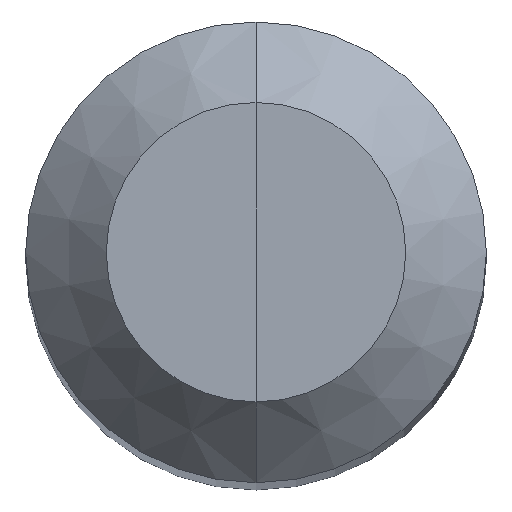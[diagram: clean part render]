
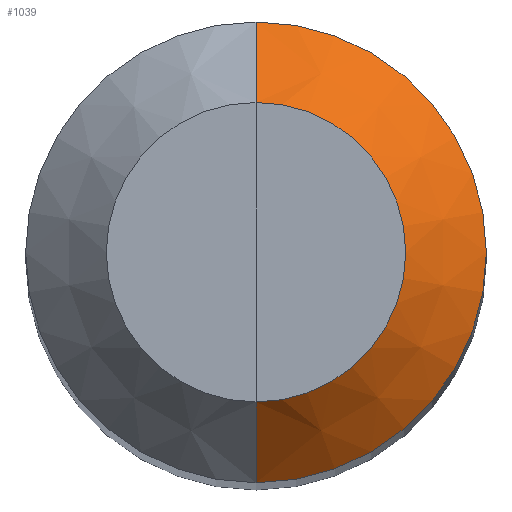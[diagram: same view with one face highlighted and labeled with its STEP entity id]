
A CAD part, top view. The second image highlights one B-rep face of the part: STEP entity #1039.
In plain terms, the highlighted conical face has half-angle 45 degrees and reference radius 2 mm.
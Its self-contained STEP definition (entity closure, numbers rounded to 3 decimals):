
#925 = CYLINDRICAL_SURFACE('',#926,2.);
#926 = AXIS2_PLACEMENT_3D('',#927,#928,#929);
#927 = CARTESIAN_POINT('',(0.,0.,-36.947));
#928 = DIRECTION('',(0.,0.,1.));
#929 = DIRECTION('',(0.,-1.,0.));
#963 = VERTEX_POINT('',#964);
#964 = CARTESIAN_POINT('',(0.,2.,-0.7));
#990 = EDGE_CURVE('',#991,#963,#993,.T.);
#991 = VERTEX_POINT('',#992);
#992 = CARTESIAN_POINT('',(0.,-2.,-0.7));
#993 = SURFACE_CURVE('',#994,(#999,#1006),.PCURVE_S1.);
#994 = CIRCLE('',#995,2.);
#995 = AXIS2_PLACEMENT_3D('',#996,#997,#998);
#996 = CARTESIAN_POINT('',(0.,0.,-0.7));
#997 = DIRECTION('',(0.,0.,1.));
#998 = DIRECTION('',(0.,-1.,0.));
#999 = PCURVE('',#925,#1000);
#1000 = DEFINITIONAL_REPRESENTATION('',(#1001),#1005);
#1001 = LINE('',#1002,#1003);
#1002 = CARTESIAN_POINT('',(0.,36.247));
#1003 = VECTOR('',#1004,1.);
#1004 = DIRECTION('',(1.,0.));
#1005 = ( GEOMETRIC_REPRESENTATION_CONTEXT(2) 
PARAMETRIC_REPRESENTATION_CONTEXT() REPRESENTATION_CONTEXT('2D SPACE',''
  ) );
#1006 = PCURVE('',#1007,#1012);
#1007 = CONICAL_SURFACE('',#1008,2.,0.785);
#1008 = AXIS2_PLACEMENT_3D('',#1009,#1010,#1011);
#1009 = CARTESIAN_POINT('',(0.,0.,-0.7));
#1010 = DIRECTION('',(-0.,-0.,-1.));
#1011 = DIRECTION('',(0.,-1.,0.));
#1012 = DEFINITIONAL_REPRESENTATION('',(#1013),#1017);
#1013 = LINE('',#1014,#1015);
#1014 = CARTESIAN_POINT('',(-0.,-0.));
#1015 = VECTOR('',#1016,1.);
#1016 = DIRECTION('',(-1.,-0.));
#1017 = ( GEOMETRIC_REPRESENTATION_CONTEXT(2) 
PARAMETRIC_REPRESENTATION_CONTEXT() REPRESENTATION_CONTEXT('2D SPACE',''
  ) );
#1039 = ADVANCED_FACE('',(#1040),#1007,.T.);
#1040 = FACE_BOUND('',#1041,.T.);
#1041 = EDGE_LOOP('',(#1042,#1043,#1071,#1100));
#1042 = ORIENTED_EDGE('',*,*,#990,.T.);
#1043 = ORIENTED_EDGE('',*,*,#1044,.T.);
#1044 = EDGE_CURVE('',#963,#1045,#1047,.T.);
#1045 = VERTEX_POINT('',#1046);
#1046 = CARTESIAN_POINT('',(0.,1.3,0.));
#1047 = SURFACE_CURVE('',#1048,(#1052,#1059),.PCURVE_S1.);
#1048 = LINE('',#1049,#1050);
#1049 = CARTESIAN_POINT('',(0.,2.,-0.7));
#1050 = VECTOR('',#1051,1.);
#1051 = DIRECTION('',(0.,-0.707,0.707
    ));
#1052 = PCURVE('',#1007,#1053);
#1053 = DEFINITIONAL_REPRESENTATION('',(#1054),#1058);
#1054 = LINE('',#1055,#1056);
#1055 = CARTESIAN_POINT('',(-3.142,-0.));
#1056 = VECTOR('',#1057,1.);
#1057 = DIRECTION('',(-0.,-1.));
#1058 = ( GEOMETRIC_REPRESENTATION_CONTEXT(2) 
PARAMETRIC_REPRESENTATION_CONTEXT() REPRESENTATION_CONTEXT('2D SPACE',''
  ) );
#1059 = PCURVE('',#1060,#1065);
#1060 = CONICAL_SURFACE('',#1061,2.,0.785);
#1061 = AXIS2_PLACEMENT_3D('',#1062,#1063,#1064);
#1062 = CARTESIAN_POINT('',(0.,0.,-0.7));
#1063 = DIRECTION('',(-0.,-0.,-1.));
#1064 = DIRECTION('',(0.,-1.,0.));
#1065 = DEFINITIONAL_REPRESENTATION('',(#1066),#1070);
#1066 = LINE('',#1067,#1068);
#1067 = CARTESIAN_POINT('',(3.142,-0.));
#1068 = VECTOR('',#1069,1.);
#1069 = DIRECTION('',(0.,-1.));
#1070 = ( GEOMETRIC_REPRESENTATION_CONTEXT(2) 
PARAMETRIC_REPRESENTATION_CONTEXT() REPRESENTATION_CONTEXT('2D SPACE',''
  ) );
#1071 = ORIENTED_EDGE('',*,*,#1072,.F.);
#1072 = EDGE_CURVE('',#1073,#1045,#1075,.T.);
#1073 = VERTEX_POINT('',#1074);
#1074 = CARTESIAN_POINT('',(0.,-1.3,0.));
#1075 = SURFACE_CURVE('',#1076,(#1081,#1088),.PCURVE_S1.);
#1076 = CIRCLE('',#1077,1.3);
#1077 = AXIS2_PLACEMENT_3D('',#1078,#1079,#1080);
#1078 = CARTESIAN_POINT('',(0.,0.,0.));
#1079 = DIRECTION('',(0.,0.,1.));
#1080 = DIRECTION('',(0.,-1.,0.));
#1081 = PCURVE('',#1007,#1082);
#1082 = DEFINITIONAL_REPRESENTATION('',(#1083),#1087);
#1083 = LINE('',#1084,#1085);
#1084 = CARTESIAN_POINT('',(-0.,-0.7));
#1085 = VECTOR('',#1086,1.);
#1086 = DIRECTION('',(-1.,-0.));
#1087 = ( GEOMETRIC_REPRESENTATION_CONTEXT(2) 
PARAMETRIC_REPRESENTATION_CONTEXT() REPRESENTATION_CONTEXT('2D SPACE',''
  ) );
#1088 = PCURVE('',#1089,#1094);
#1089 = PLANE('',#1090);
#1090 = AXIS2_PLACEMENT_3D('',#1091,#1092,#1093);
#1091 = CARTESIAN_POINT('',(0.,0.,0.));
#1092 = DIRECTION('',(0.,0.,1.));
#1093 = DIRECTION('',(0.,-1.,0.));
#1094 = DEFINITIONAL_REPRESENTATION('',(#1095),#1099);
#1095 = CIRCLE('',#1096,1.3);
#1096 = AXIS2_PLACEMENT_2D('',#1097,#1098);
#1097 = CARTESIAN_POINT('',(0.,0.));
#1098 = DIRECTION('',(1.,0.));
#1099 = ( GEOMETRIC_REPRESENTATION_CONTEXT(2) 
PARAMETRIC_REPRESENTATION_CONTEXT() REPRESENTATION_CONTEXT('2D SPACE',''
  ) );
#1100 = ORIENTED_EDGE('',*,*,#1101,.F.);
#1101 = EDGE_CURVE('',#991,#1073,#1102,.T.);
#1102 = SURFACE_CURVE('',#1103,(#1107,#1114),.PCURVE_S1.);
#1103 = LINE('',#1104,#1105);
#1104 = CARTESIAN_POINT('',(0.,-2.,-0.7));
#1105 = VECTOR('',#1106,1.);
#1106 = DIRECTION('',(0.,0.707,0.707));
#1107 = PCURVE('',#1007,#1108);
#1108 = DEFINITIONAL_REPRESENTATION('',(#1109),#1113);
#1109 = LINE('',#1110,#1111);
#1110 = CARTESIAN_POINT('',(-0.,-0.));
#1111 = VECTOR('',#1112,1.);
#1112 = DIRECTION('',(-0.,-1.));
#1113 = ( GEOMETRIC_REPRESENTATION_CONTEXT(2) 
PARAMETRIC_REPRESENTATION_CONTEXT() REPRESENTATION_CONTEXT('2D SPACE',''
  ) );
#1114 = PCURVE('',#1060,#1115);
#1115 = DEFINITIONAL_REPRESENTATION('',(#1116),#1120);
#1116 = LINE('',#1117,#1118);
#1117 = CARTESIAN_POINT('',(0.,-0.));
#1118 = VECTOR('',#1119,1.);
#1119 = DIRECTION('',(0.,-1.));
#1120 = ( GEOMETRIC_REPRESENTATION_CONTEXT(2) 
PARAMETRIC_REPRESENTATION_CONTEXT() REPRESENTATION_CONTEXT('2D SPACE',''
  ) );
